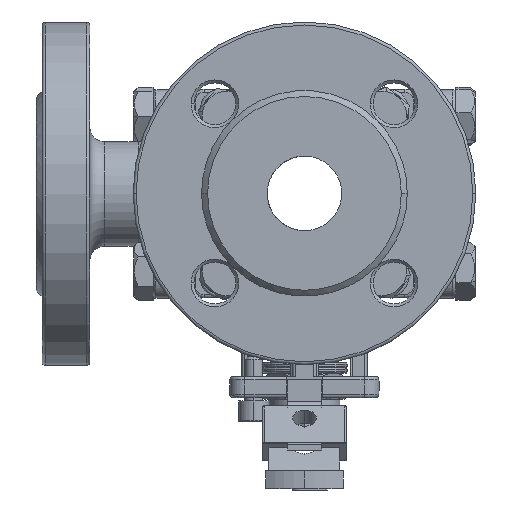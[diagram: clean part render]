
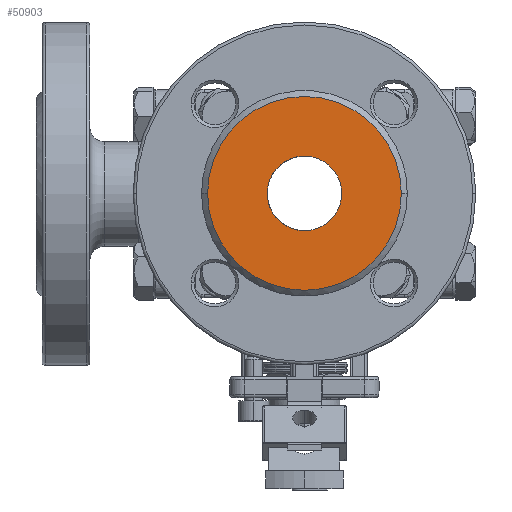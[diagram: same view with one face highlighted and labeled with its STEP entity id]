
A CAD part, front view. The second image highlights one B-rep face of the part: STEP entity #50903.
In plain terms, the highlighted planar face has unit normal (0, -1, 0).
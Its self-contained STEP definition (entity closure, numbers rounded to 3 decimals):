
#214 = VERTEX_POINT ( 'NONE', #51229 ) ;
#1261 = DIRECTION ( 'NONE',  ( -1., 0., 0. ) ) ;
#2220 = PLANE ( 'NONE',  #44707 ) ;
#2585 = ORIENTED_EDGE ( 'NONE', *, *, #15387, .F. ) ;
#2818 = CARTESIAN_POINT ( 'NONE',  ( 51.278, -90.6, 25.825 ) ) ;
#4398 = ORIENTED_EDGE ( 'NONE', *, *, #68047, .T. ) ;
#5542 = VERTEX_POINT ( 'NONE', #9396 ) ;
#5760 = DIRECTION ( 'NONE',  ( 0., 1., 0. ) ) ;
#9396 = CARTESIAN_POINT ( 'NONE',  ( 83.778, -90.6, 25.825 ) ) ;
#12170 = DIRECTION ( 'NONE',  ( 0., 1., 0. ) ) ;
#13890 = CARTESIAN_POINT ( 'NONE',  ( 51.278, -90.6, 58.325 ) ) ;
#14722 = CIRCLE ( 'NONE', #70597, 12.5 ) ;
#15387 = EDGE_CURVE ( 'NONE', #57017, #5542, #67473, .T. ) ;
#15390 = AXIS2_PLACEMENT_3D ( 'NONE', #2818, #73179, #31572 ) ;
#18414 = CARTESIAN_POINT ( 'NONE',  ( 18.778, -90.6, 25.825 ) ) ;
#18800 = CARTESIAN_POINT ( 'NONE',  ( 63.778, -90.6, 25.825 ) ) ;
#22267 = EDGE_LOOP ( 'NONE', ( #2585, #38455 ) ) ;
#29181 = AXIS2_PLACEMENT_3D ( 'NONE', #48492, #5760, #47727 ) ;
#31357 = DIRECTION ( 'NONE',  ( 0., 1., 0. ) ) ;
#31572 = DIRECTION ( 'NONE',  ( -1., 0., 0. ) ) ;
#32703 = DIRECTION ( 'NONE',  ( 0., 1., 0. ) ) ;
#35204 = CIRCLE ( 'NONE', #63773, 32.5 ) ;
#36623 = CARTESIAN_POINT ( 'NONE',  ( 51.278, -90.6, 25.825 ) ) ;
#38455 = ORIENTED_EDGE ( 'NONE', *, *, #40663, .F. ) ;
#38685 = EDGE_LOOP ( 'NONE', ( #4398, #53666 ) ) ;
#40663 = EDGE_CURVE ( 'NONE', #5542, #57017, #35204, .T. ) ;
#43964 = DIRECTION ( 'NONE',  ( -1., 0., 0. ) ) ;
#44707 = AXIS2_PLACEMENT_3D ( 'NONE', #13890, #31357, #72589 ) ;
#47727 = DIRECTION ( 'NONE',  ( -1., 0., 0. ) ) ;
#48492 = CARTESIAN_POINT ( 'NONE',  ( 51.278, -90.6, 25.825 ) ) ;
#48874 = FACE_BOUND ( 'NONE', #38685, .T. ) ;
#49248 = FACE_OUTER_BOUND ( 'NONE', #22267, .T. ) ;
#50903 = ADVANCED_FACE ( 'NONE', ( #48874, #49248 ), #2220, .F. ) ;
#51229 = CARTESIAN_POINT ( 'NONE',  ( 38.778, -90.6, 25.825 ) ) ;
#53666 = ORIENTED_EDGE ( 'NONE', *, *, #74363, .T. ) ;
#55259 = CARTESIAN_POINT ( 'NONE',  ( 51.278, -90.6, 25.825 ) ) ;
#57017 = VERTEX_POINT ( 'NONE', #18414 ) ;
#62704 = CIRCLE ( 'NONE', #29181, 12.5 ) ;
#63773 = AXIS2_PLACEMENT_3D ( 'NONE', #36623, #12170, #1261 ) ;
#67473 = CIRCLE ( 'NONE', #15390, 32.5 ) ;
#68047 = EDGE_CURVE ( 'NONE', #76098, #214, #62704, .T. ) ;
#70597 = AXIS2_PLACEMENT_3D ( 'NONE', #55259, #32703, #43964 ) ;
#72589 = DIRECTION ( 'NONE',  ( 1., 0., 0. ) ) ;
#73179 = DIRECTION ( 'NONE',  ( 0., 1., 0. ) ) ;
#74363 = EDGE_CURVE ( 'NONE', #214, #76098, #14722, .T. ) ;
#76098 = VERTEX_POINT ( 'NONE', #18800 ) ;
